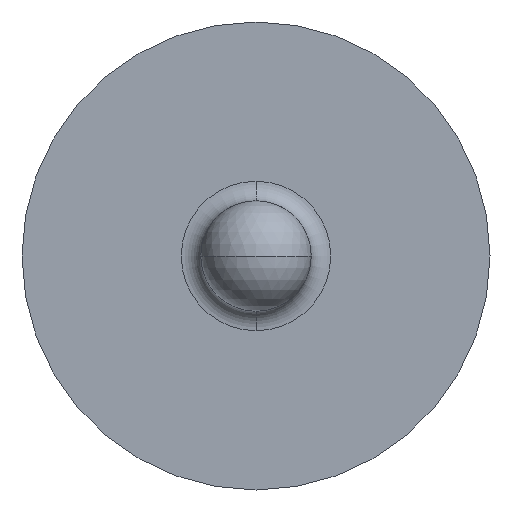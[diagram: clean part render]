
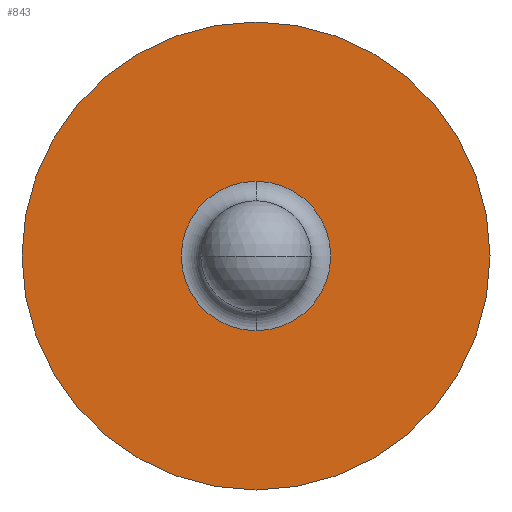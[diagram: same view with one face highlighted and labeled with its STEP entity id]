
A CAD part, front view. The second image highlights one B-rep face of the part: STEP entity #843.
In plain terms, the highlighted planar face has unit normal (0, -1, 0).
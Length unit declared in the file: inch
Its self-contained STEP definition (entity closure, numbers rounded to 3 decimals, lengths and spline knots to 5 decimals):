
#22 = CARTESIAN_POINT ( 'NONE',  ( 0., 0., 0. ) ) ;
#48 = VERTEX_POINT ( 'NONE', #770 ) ;
#60 = DIRECTION ( 'NONE',  ( 0., -1., 0. ) ) ;
#104 = DIRECTION ( 'NONE',  ( 0., 0., 1. ) ) ;
#143 = CARTESIAN_POINT ( 'NONE',  ( 0., 0., 0. ) ) ;
#150 = PLANE ( 'NONE',  #949 ) ;
#202 = CARTESIAN_POINT ( 'NONE',  ( 0., 0., 0. ) ) ;
#246 = CIRCLE ( 'NONE', #515, 0.0115 ) ;
#329 = VERTEX_POINT ( 'NONE', #432 ) ;
#432 = CARTESIAN_POINT ( 'NONE',  ( 0., 0., -0.0115 ) ) ;
#442 = ORIENTED_EDGE ( 'NONE', *, *, #657, .F. ) ;
#502 = CARTESIAN_POINT ( 'NONE',  ( 0., 0., -0.036 ) ) ;
#504 = DIRECTION ( 'NONE',  ( 0., 1., 0. ) ) ;
#515 = AXIS2_PLACEMENT_3D ( 'NONE', #202, #1046, #104 ) ;
#524 = CIRCLE ( 'NONE', #549, 0.0115 ) ;
#549 = AXIS2_PLACEMENT_3D ( 'NONE', #1170, #504, #598 ) ;
#562 = VERTEX_POINT ( 'NONE', #781 ) ;
#592 = EDGE_LOOP ( 'NONE', ( #1045, #442 ) ) ;
#598 = DIRECTION ( 'NONE',  ( 0., 0., 1. ) ) ;
#608 = DIRECTION ( 'NONE',  ( 0., 0., 1. ) ) ;
#644 = AXIS2_PLACEMENT_3D ( 'NONE', #22, #684, #1140 ) ;
#653 = EDGE_LOOP ( 'NONE', ( #1038, #1189 ) ) ;
#657 = EDGE_CURVE ( 'NONE', #799, #48, #1144, .T. ) ;
#684 = DIRECTION ( 'NONE',  ( 0., 1., 0. ) ) ;
#705 = EDGE_CURVE ( 'NONE', #48, #799, #1131, .T. ) ;
#745 = FACE_OUTER_BOUND ( 'NONE', #592, .T. ) ;
#770 = CARTESIAN_POINT ( 'NONE',  ( 0., 0., 0.036 ) ) ;
#781 = CARTESIAN_POINT ( 'NONE',  ( 0., 0., 0.0115 ) ) ;
#799 = VERTEX_POINT ( 'NONE', #502 ) ;
#843 = ADVANCED_FACE ( 'NONE', ( #1001, #745 ), #150, .T. ) ;
#918 = DIRECTION ( 'NONE',  ( 0., 1., 0. ) ) ;
#949 = AXIS2_PLACEMENT_3D ( 'NONE', #1091, #60, #1022 ) ;
#1001 = FACE_BOUND ( 'NONE', #653, .T. ) ;
#1022 = DIRECTION ( 'NONE',  ( 0., 0., -1. ) ) ;
#1038 = ORIENTED_EDGE ( 'NONE', *, *, #1128, .T. ) ;
#1045 = ORIENTED_EDGE ( 'NONE', *, *, #705, .F. ) ;
#1046 = DIRECTION ( 'NONE',  ( 0., 1., 0. ) ) ;
#1091 = CARTESIAN_POINT ( 'NONE',  ( -0.0115, 0., 0. ) ) ;
#1128 = EDGE_CURVE ( 'NONE', #562, #329, #246, .T. ) ;
#1131 = CIRCLE ( 'NONE', #1175, 0.036 ) ;
#1140 = DIRECTION ( 'NONE',  ( 0., 0., 1. ) ) ;
#1144 = CIRCLE ( 'NONE', #644, 0.036 ) ;
#1170 = CARTESIAN_POINT ( 'NONE',  ( 0., 0., 0. ) ) ;
#1175 = AXIS2_PLACEMENT_3D ( 'NONE', #143, #918, #608 ) ;
#1189 = ORIENTED_EDGE ( 'NONE', *, *, #1190, .T. ) ;
#1190 = EDGE_CURVE ( 'NONE', #329, #562, #524, .T. ) ;
